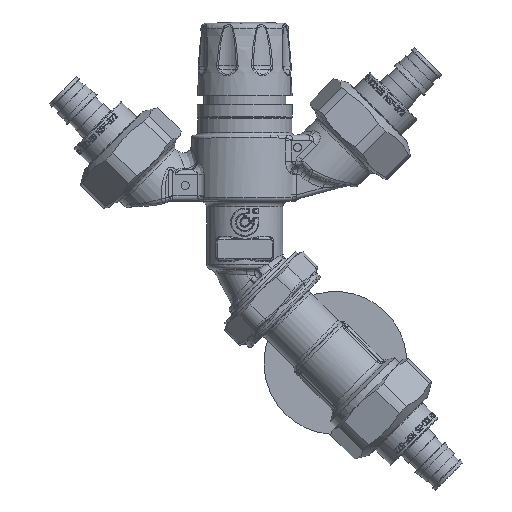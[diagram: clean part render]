
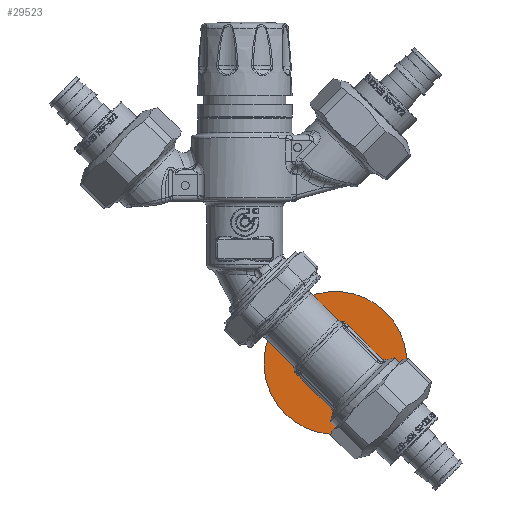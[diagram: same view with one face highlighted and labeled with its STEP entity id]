
A CAD part, top view. The second image highlights one B-rep face of the part: STEP entity #29523.
In plain terms, the highlighted face is planar.
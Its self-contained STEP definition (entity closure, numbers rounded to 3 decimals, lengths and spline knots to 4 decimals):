
#3061=FACE_BOUND('',#7194,.T.);
#5261=FACE_OUTER_BOUND('',#7193,.T.);
#7193=EDGE_LOOP('',(#26742));
#7194=EDGE_LOOP('',(#26743));
#11628=CIRCLE('',#32437,1.03);
#11632=CIRCLE('',#32445,0.3);
#14144=VERTEX_POINT('',#93270);
#14148=VERTEX_POINT('',#93284);
#18360=EDGE_CURVE('',#14144,#14144,#11628,.T.);
#18366=EDGE_CURVE('',#14148,#14148,#11632,.T.);
#26742=ORIENTED_EDGE('',*,*,#18360,.T.);
#26743=ORIENTED_EDGE('',*,*,#18366,.T.);
#27777=PLANE('',#32447);
#29523=ADVANCED_FACE('',(#5261,#3061),#27777,.F.);
#32437=AXIS2_PLACEMENT_3D('',#93272,#39377,#39378);
#32445=AXIS2_PLACEMENT_3D('',#93286,#39395,#39396);
#32447=AXIS2_PLACEMENT_3D('',#93288,#39399,#39400);
#39377=DIRECTION('center_axis',(-1.,0.,0.));
#39378=DIRECTION('ref_axis',(0.,1.,0.));
#39395=DIRECTION('center_axis',(1.,0.,0.));
#39396=DIRECTION('ref_axis',(0.,-1.,0.));
#39399=DIRECTION('center_axis',(1.,0.,0.));
#39400=DIRECTION('ref_axis',(0.,-1.,0.));
#93270=CARTESIAN_POINT('',(1.0824,-1.03,0.));
#93272=CARTESIAN_POINT('Origin',(1.0824,0.,
0.));
#93284=CARTESIAN_POINT('',(1.0824,0.3,0.));
#93286=CARTESIAN_POINT('Origin',(1.0824,0.,
0.));
#93288=CARTESIAN_POINT('Origin',(1.0824,0.,
0.));
